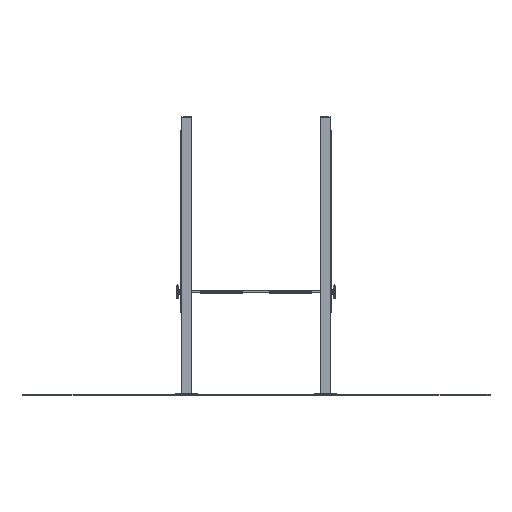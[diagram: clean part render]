
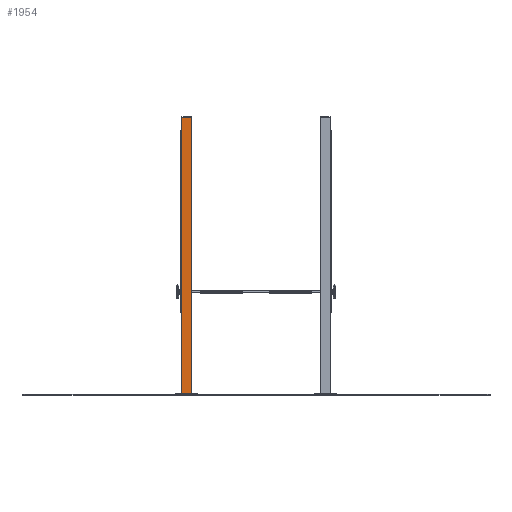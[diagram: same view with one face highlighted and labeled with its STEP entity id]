
A CAD part, front view. The second image highlights one B-rep face of the part: STEP entity #1954.
In plain terms, the highlighted face is planar.
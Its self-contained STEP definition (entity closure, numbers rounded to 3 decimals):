
#1954=ADVANCED_FACE('',(#62720),#62722,.T.);
#62720=FACE_BOUND('',#62721,.T.);
#62721=EDGE_LOOP('',(#148655,#148656,#148657,#148658));
#62722=PLANE('',#62723);
#62723=AXIS2_PLACEMENT_3D('',#62724,#62725,#62726);
#62724=CARTESIAN_POINT('',(46.,50.,0.));
#62725=DIRECTION('',(0.,1.,0.));
#62726=DIRECTION('',(-1.,0.,0.));
#148655=ORIENTED_EDGE('',*,*,#176776,.T.);
#148656=ORIENTED_EDGE('',*,*,#176777,.T.);
#148657=ORIENTED_EDGE('',*,*,#176778,.F.);
#148658=ORIENTED_EDGE('',*,*,#176774,.F.);
#176774=EDGE_CURVE('',#190927,#190929,#190930,.T.);
#176776=EDGE_CURVE('',#190927,#190932,#190933,.T.);
#176777=EDGE_CURVE('',#190932,#190934,#190935,.T.);
#176778=EDGE_CURVE('',#190929,#190934,#190936,.T.);
#190927=VERTEX_POINT('',#212646);
#190929=VERTEX_POINT('',#212651);
#190930=LINE('',#212652,#212653);
#190932=VERTEX_POINT('',#212659);
#190933=LINE('',#212660,#212661);
#190934=VERTEX_POINT('',#212663);
#190935=LINE('',#212664,#212665);
#190936=LINE('',#212667,#212668);
#212646=CARTESIAN_POINT('',(46.,50.,0.));
#212651=CARTESIAN_POINT('',(46.,50.,2705.));
#212652=CARTESIAN_POINT('',(46.,50.,0.));
#212653=VECTOR('',#212654,1.);
#212654=DIRECTION('',(0.,0.,1.));
#212659=CARTESIAN_POINT('',(-46.,50.,0.));
#212660=CARTESIAN_POINT('',(46.,50.,0.));
#212661=VECTOR('',#212662,1.);
#212662=DIRECTION('',(-1.,0.,0.));
#212663=CARTESIAN_POINT('',(-46.,50.,2705.));
#212664=CARTESIAN_POINT('',(-46.,50.,0.));
#212665=VECTOR('',#212666,1.);
#212666=DIRECTION('',(0.,0.,1.));
#212667=CARTESIAN_POINT('',(46.,50.,2705.));
#212668=VECTOR('',#212669,1.);
#212669=DIRECTION('',(-1.,0.,0.));
